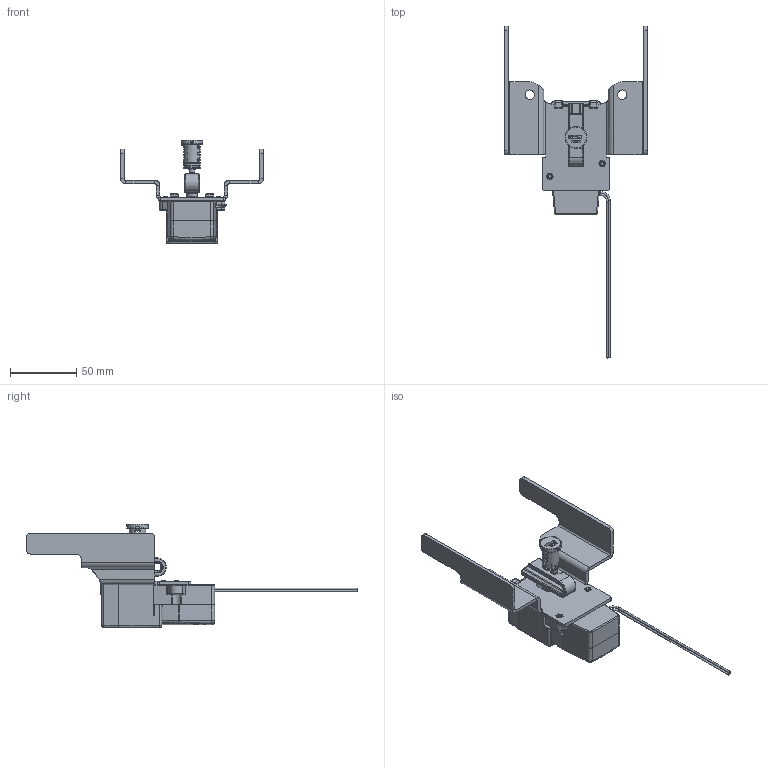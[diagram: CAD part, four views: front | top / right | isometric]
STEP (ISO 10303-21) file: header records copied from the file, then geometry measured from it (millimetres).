
FILE_DESCRIPTION(/* description */ (''),/* implementation_level */ '2;1');
FILE_NAME(/* name */ 'EM-28500-S_CD.stp',/* time_stamp */ '2026-02-26T08:23:39-06:00',/* author */ ('mmisner'),/* organization */ (''),/* preprocessor_version */ 'ST-DEVELOPER v20',/* originating_system */ 'Autodesk Inventor 2024',/* authorisation */ '');
FILE_SCHEMA (('AUTOMOTIVE_DESIGN { 1 0 10303 214 3 1 1 }'));
Products named in the file (1): EM-28500-S_Simplify_1
Bounding box: 107.95 x 250.76 x 78.3 mm (x, y, z)
Volume: 76941.2 mm3; surface area: 67606.2 mm2
Topology: 2 solids, 2 shells, 1432 faces, 3900 edges, 2480 vertices
Faces by surface type: plane 741, cylinder 376, bspline 211, torus 65, cone 21, sphere 18
Full cylindrical faces by diameter (mm): 1.422 x4, 2.35 x30, 2.459 x13, 3 x10, 3.302 x2, 3.5 x1, 3.75 x1, 3.759 x1, 4 x4, 4.2 x2, 4.483 x1, 6 x2, 6.858 x4, 7.137 x2, 7.4 x2, 7.938 x1, 12.662 x2, 15.875 x1, 15.9 x1, 16.51 x1
Entity records: 56778 total; most frequent: CARTESIAN_POINT 19941, ORIENTED_EDGE 7782, DIRECTION 6824, EDGE_CURVE 3891, VERTEX_POINT 2480, AXIS2_PLACEMENT_3D 2293, LINE 2238, VECTOR 2238
